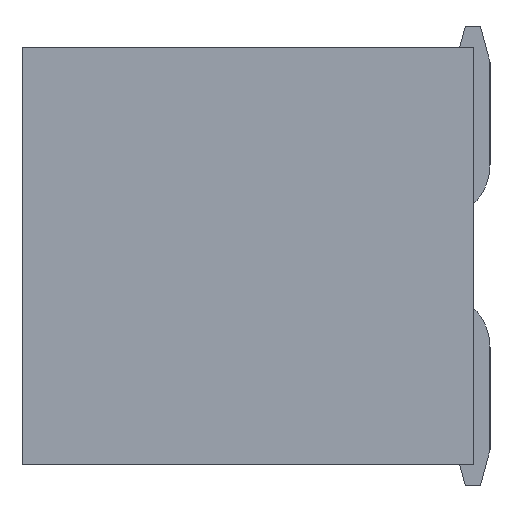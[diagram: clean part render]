
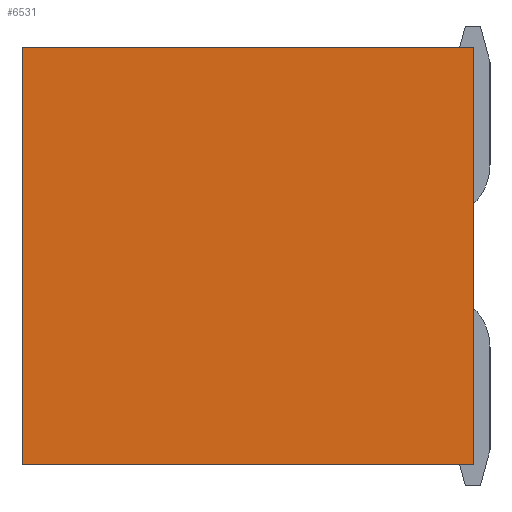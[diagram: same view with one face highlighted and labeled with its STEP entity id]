
A CAD part, left-side view. The second image highlights one B-rep face of the part: STEP entity #6531.
In plain terms, the highlighted planar face has unit normal (-1, 0, 0).
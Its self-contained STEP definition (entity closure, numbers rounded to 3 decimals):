
#2671 = PLANE('',#2672);
#2672 = AXIS2_PLACEMENT_3D('',#2673,#2674,#2675);
#2673 = CARTESIAN_POINT('',(7.305,5.4,-2.5));
#2674 = DIRECTION('',(0.,0.,1.));
#2675 = DIRECTION('',(1.,0.,-0.));
#2893 = PLANE('',#2894);
#2894 = AXIS2_PLACEMENT_3D('',#2895,#2896,#2897);
#2895 = CARTESIAN_POINT('',(0.,0.,0.));
#2896 = DIRECTION('',(0.,1.,0.));
#2897 = DIRECTION('',(0.,-0.,1.));
#4033 = PLANE('',#4034);
#4034 = AXIS2_PLACEMENT_3D('',#4035,#4036,#4037);
#4035 = CARTESIAN_POINT('',(-7.305,5.4,2.5));
#4036 = DIRECTION('',(0.,0.,-1.));
#4037 = DIRECTION('',(-1.,0.,0.));
#5691 = PLANE('',#5692);
#5692 = AXIS2_PLACEMENT_3D('',#5693,#5694,#5695);
#5693 = CARTESIAN_POINT('',(0.,5.4,0.));
#5694 = DIRECTION('',(0.,1.,0.));
#5695 = DIRECTION('',(0.,-0.,1.));
#6177 = VERTEX_POINT('',#6178);
#6178 = CARTESIAN_POINT('',(-8.905,5.4,-2.5));
#6199 = EDGE_CURVE('',#6200,#6177,#6202,.T.);
#6200 = VERTEX_POINT('',#6201);
#6201 = CARTESIAN_POINT('',(-8.905,5.4,2.5));
#6202 = SURFACE_CURVE('',#6203,(#6207,#6214),.PCURVE_S1.);
#6203 = LINE('',#6204,#6205);
#6204 = CARTESIAN_POINT('',(-8.905,5.4,-2.65));
#6205 = VECTOR('',#6206,1.);
#6206 = DIRECTION('',(0.,0.,-1.));
#6207 = PCURVE('',#5691,#6208);
#6208 = DEFINITIONAL_REPRESENTATION('',(#6209),#6213);
#6209 = LINE('',#6210,#6211);
#6210 = CARTESIAN_POINT('',(-2.65,-8.905));
#6211 = VECTOR('',#6212,1.);
#6212 = DIRECTION('',(-1.,0.));
#6213 = ( GEOMETRIC_REPRESENTATION_CONTEXT(2) 
PARAMETRIC_REPRESENTATION_CONTEXT() REPRESENTATION_CONTEXT('2D SPACE',''
  ) );
#6214 = PCURVE('',#6215,#6220);
#6215 = PLANE('',#6216);
#6216 = AXIS2_PLACEMENT_3D('',#6217,#6218,#6219);
#6217 = CARTESIAN_POINT('',(-8.905,5.4,-2.65));
#6218 = DIRECTION('',(-1.,0.,0.));
#6219 = DIRECTION('',(0.,0.,1.));
#6220 = DEFINITIONAL_REPRESENTATION('',(#6221),#6225);
#6221 = LINE('',#6222,#6223);
#6222 = CARTESIAN_POINT('',(0.,0.));
#6223 = VECTOR('',#6224,1.);
#6224 = DIRECTION('',(-1.,0.));
#6225 = ( GEOMETRIC_REPRESENTATION_CONTEXT(2) 
PARAMETRIC_REPRESENTATION_CONTEXT() REPRESENTATION_CONTEXT('2D SPACE',''
  ) );
#6371 = VERTEX_POINT('',#6372);
#6372 = CARTESIAN_POINT('',(-8.905,0.,2.5));
#6393 = EDGE_CURVE('',#6371,#6200,#6394,.T.);
#6394 = SURFACE_CURVE('',#6395,(#6399,#6406),.PCURVE_S1.);
#6395 = LINE('',#6396,#6397);
#6396 = CARTESIAN_POINT('',(-8.905,5.4,2.5));
#6397 = VECTOR('',#6398,1.);
#6398 = DIRECTION('',(0.,1.,0.));
#6399 = PCURVE('',#4033,#6400);
#6400 = DEFINITIONAL_REPRESENTATION('',(#6401),#6405);
#6401 = LINE('',#6402,#6403);
#6402 = CARTESIAN_POINT('',(1.6,0.));
#6403 = VECTOR('',#6404,1.);
#6404 = DIRECTION('',(0.,1.));
#6405 = ( GEOMETRIC_REPRESENTATION_CONTEXT(2) 
PARAMETRIC_REPRESENTATION_CONTEXT() REPRESENTATION_CONTEXT('2D SPACE',''
  ) );
#6406 = PCURVE('',#6215,#6407);
#6407 = DEFINITIONAL_REPRESENTATION('',(#6408),#6412);
#6408 = LINE('',#6409,#6410);
#6409 = CARTESIAN_POINT('',(5.15,0.));
#6410 = VECTOR('',#6411,1.);
#6411 = DIRECTION('',(0.,1.));
#6412 = ( GEOMETRIC_REPRESENTATION_CONTEXT(2) 
PARAMETRIC_REPRESENTATION_CONTEXT() REPRESENTATION_CONTEXT('2D SPACE',''
  ) );
#6531 = ADVANCED_FACE('',(#6532),#6215,.T.);
#6532 = FACE_BOUND('',#6533,.T.);
#6533 = EDGE_LOOP('',(#6534,#6535,#6536,#6559));
#6534 = ORIENTED_EDGE('',*,*,#6393,.T.);
#6535 = ORIENTED_EDGE('',*,*,#6199,.T.);
#6536 = ORIENTED_EDGE('',*,*,#6537,.T.);
#6537 = EDGE_CURVE('',#6177,#6538,#6540,.T.);
#6538 = VERTEX_POINT('',#6539);
#6539 = CARTESIAN_POINT('',(-8.905,0.,-2.5));
#6540 = SURFACE_CURVE('',#6541,(#6545,#6552),.PCURVE_S1.);
#6541 = LINE('',#6542,#6543);
#6542 = CARTESIAN_POINT('',(-8.905,5.4,-2.5));
#6543 = VECTOR('',#6544,1.);
#6544 = DIRECTION('',(0.,-1.,0.));
#6545 = PCURVE('',#6215,#6546);
#6546 = DEFINITIONAL_REPRESENTATION('',(#6547),#6551);
#6547 = LINE('',#6548,#6549);
#6548 = CARTESIAN_POINT('',(0.15,0.));
#6549 = VECTOR('',#6550,1.);
#6550 = DIRECTION('',(0.,-1.));
#6551 = ( GEOMETRIC_REPRESENTATION_CONTEXT(2) 
PARAMETRIC_REPRESENTATION_CONTEXT() REPRESENTATION_CONTEXT('2D SPACE',''
  ) );
#6552 = PCURVE('',#2671,#6553);
#6553 = DEFINITIONAL_REPRESENTATION('',(#6554),#6558);
#6554 = LINE('',#6555,#6556);
#6555 = CARTESIAN_POINT('',(-16.21,0.));
#6556 = VECTOR('',#6557,1.);
#6557 = DIRECTION('',(0.,-1.));
#6558 = ( GEOMETRIC_REPRESENTATION_CONTEXT(2) 
PARAMETRIC_REPRESENTATION_CONTEXT() REPRESENTATION_CONTEXT('2D SPACE',''
  ) );
#6559 = ORIENTED_EDGE('',*,*,#6560,.T.);
#6560 = EDGE_CURVE('',#6538,#6371,#6561,.T.);
#6561 = SURFACE_CURVE('',#6562,(#6566,#6573),.PCURVE_S1.);
#6562 = LINE('',#6563,#6564);
#6563 = CARTESIAN_POINT('',(-8.905,0.,-2.65));
#6564 = VECTOR('',#6565,1.);
#6565 = DIRECTION('',(0.,0.,1.));
#6566 = PCURVE('',#6215,#6567);
#6567 = DEFINITIONAL_REPRESENTATION('',(#6568),#6572);
#6568 = LINE('',#6569,#6570);
#6569 = CARTESIAN_POINT('',(0.,-5.4));
#6570 = VECTOR('',#6571,1.);
#6571 = DIRECTION('',(1.,0.));
#6572 = ( GEOMETRIC_REPRESENTATION_CONTEXT(2) 
PARAMETRIC_REPRESENTATION_CONTEXT() REPRESENTATION_CONTEXT('2D SPACE',''
  ) );
#6573 = PCURVE('',#2893,#6574);
#6574 = DEFINITIONAL_REPRESENTATION('',(#6575),#6579);
#6575 = LINE('',#6576,#6577);
#6576 = CARTESIAN_POINT('',(-2.65,-8.905));
#6577 = VECTOR('',#6578,1.);
#6578 = DIRECTION('',(1.,0.));
#6579 = ( GEOMETRIC_REPRESENTATION_CONTEXT(2) 
PARAMETRIC_REPRESENTATION_CONTEXT() REPRESENTATION_CONTEXT('2D SPACE',''
  ) );
